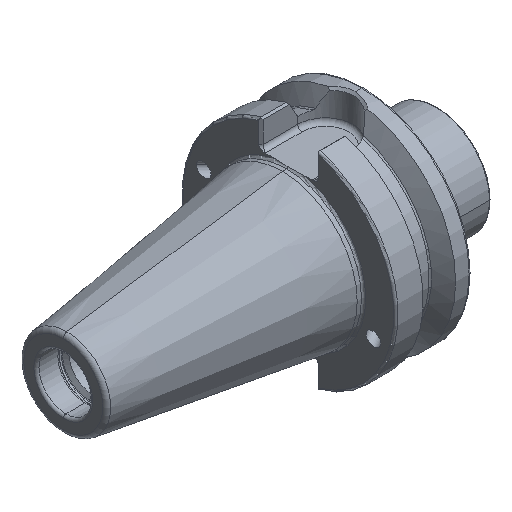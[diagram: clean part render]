
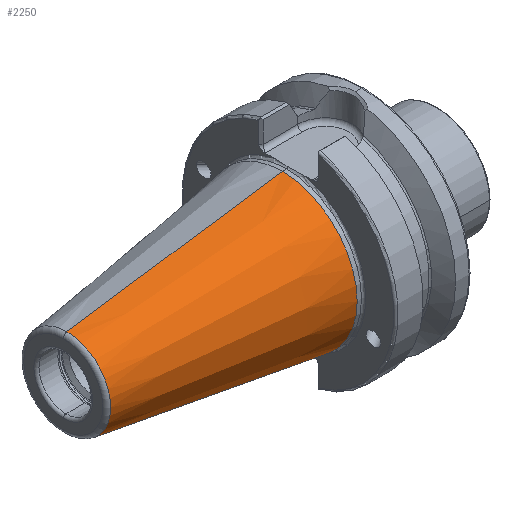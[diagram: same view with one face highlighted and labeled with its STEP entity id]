
A CAD part, isometric view. The second image highlights one B-rep face of the part: STEP entity #2250.
In plain terms, the highlighted conical face has half-angle 8.297 degrees and reference radius 34.925 mm.
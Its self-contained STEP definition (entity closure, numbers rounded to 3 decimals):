
#184 = DIRECTION ( 'NONE',  ( 1., 0., 0. ) ) ;
#226 = LINE ( 'NONE', #4763, #386 ) ;
#368 = ORIENTED_EDGE ( 'NONE', *, *, #5073, .T. ) ;
#386 = VECTOR ( 'NONE', #5269, 1000. ) ;
#687 = DIRECTION ( 'NONE',  ( 0.99, 0., -0.144 ) ) ;
#1109 = EDGE_CURVE ( 'NONE', #3466, #6330, #5663, .T. ) ;
#1243 = EDGE_CURVE ( 'NONE', #3466, #2205, #2744, .T. ) ;
#1497 = CARTESIAN_POINT ( 'NONE',  ( -100.089, 0., -20.329 ) ) ;
#1837 = CARTESIAN_POINT ( 'NONE',  ( -100.089, 0., 0. ) ) ;
#1867 = ORIENTED_EDGE ( 'NONE', *, *, #3895, .F. ) ;
#2056 = CARTESIAN_POINT ( 'NONE',  ( 0., 0., 0. ) ) ;
#2205 = VERTEX_POINT ( 'NONE', #5674 ) ;
#2250 = ADVANCED_FACE ( 'NONE', ( #4339 ), #2660, .T. ) ;
#2342 = DIRECTION ( 'NONE',  ( 0., 0., 1. ) ) ;
#2431 = CARTESIAN_POINT ( 'NONE',  ( 0., 0., 34.925 ) ) ;
#2561 = DIRECTION ( 'NONE',  ( 0., 0., 1. ) ) ;
#2660 = CONICAL_SURFACE ( 'NONE', #5581, 34.925, 0.145 ) ;
#2744 = CIRCLE ( 'NONE', #5738, 20.329 ) ;
#3036 = ORIENTED_EDGE ( 'NONE', *, *, #1109, .T. ) ;
#3070 = VECTOR ( 'NONE', #687, 1000. ) ;
#3337 = EDGE_LOOP ( 'NONE', ( #1867, #5715, #3036, #368 ) ) ;
#3466 = VERTEX_POINT ( 'NONE', #1497 ) ;
#3688 = DIRECTION ( 'NONE',  ( 0., 0., -1. ) ) ;
#3895 = EDGE_CURVE ( 'NONE', #2205, #5811, #226, .T. ) ;
#3961 = CARTESIAN_POINT ( 'NONE',  ( 0., 0., -34.925 ) ) ;
#4186 = CARTESIAN_POINT ( 'NONE',  ( 0., 0., 0. ) ) ;
#4339 = FACE_OUTER_BOUND ( 'NONE', #3337, .T. ) ;
#4523 = CIRCLE ( 'NONE', #5235, 34.925 ) ;
#4763 = CARTESIAN_POINT ( 'NONE',  ( 0., 0., 34.925 ) ) ;
#5073 = EDGE_CURVE ( 'NONE', #6330, #5811, #4523, .T. ) ;
#5215 = CARTESIAN_POINT ( 'NONE',  ( 0., 0., -34.925 ) ) ;
#5235 = AXIS2_PLACEMENT_3D ( 'NONE', #2056, #5586, #2561 ) ;
#5269 = DIRECTION ( 'NONE',  ( 0.99, 0., 0.144 ) ) ;
#5373 = DIRECTION ( 'NONE',  ( -1., 0., 0. ) ) ;
#5581 = AXIS2_PLACEMENT_3D ( 'NONE', #4186, #184, #3688 ) ;
#5586 = DIRECTION ( 'NONE',  ( -1., 0., 0. ) ) ;
#5663 = LINE ( 'NONE', #5215, #3070 ) ;
#5674 = CARTESIAN_POINT ( 'NONE',  ( -100.089, 0., 20.329 ) ) ;
#5715 = ORIENTED_EDGE ( 'NONE', *, *, #1243, .F. ) ;
#5738 = AXIS2_PLACEMENT_3D ( 'NONE', #1837, #5373, #2342 ) ;
#5811 = VERTEX_POINT ( 'NONE', #2431 ) ;
#6330 = VERTEX_POINT ( 'NONE', #3961 ) ;
